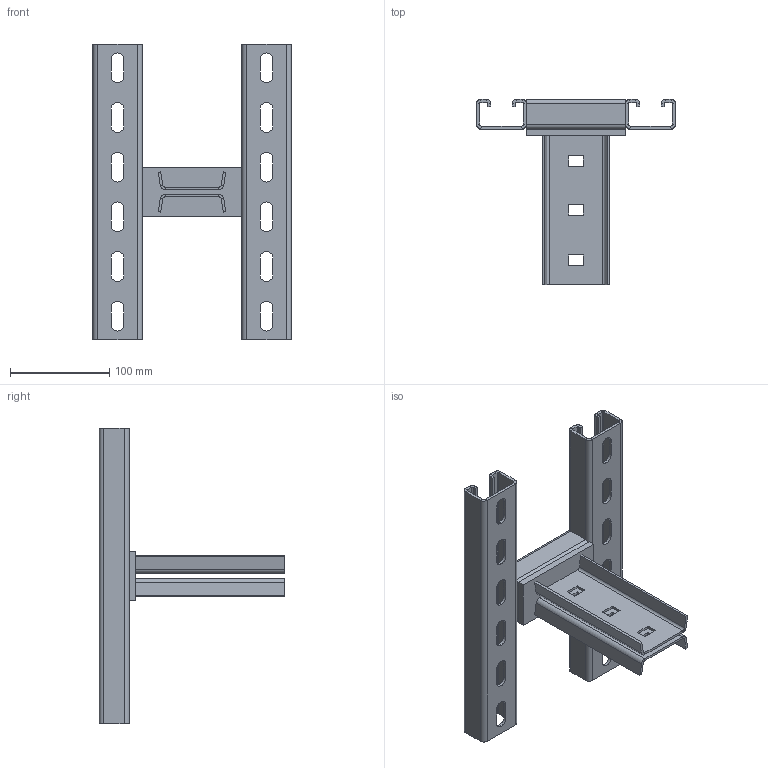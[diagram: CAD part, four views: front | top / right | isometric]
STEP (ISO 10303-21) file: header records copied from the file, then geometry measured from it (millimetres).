
FILE_DESCRIPTION (( 'STEP AP214' ), '1' );
FILE_NAME ('6347036.stp', '2017-12-07T10:18:48', ( '' ), ( '' ), 'SwSTEP 2.0', 'SolidWorks 2016', '' );
FILE_SCHEMA (( 'AUTOMOTIVE_DESIGN' ));
Length unit declared in the file: millimetre
Products named in the file (7): 6347036; 036841_300; 037019_300; 036859_Standard; KTS 02.001-052_Standard; KTS 03.001-027_Spannlasche; KTS 02.020-003_Standard
Assembly tree (7 placements, depth 3):
  6347036
    KTS 02.001-052_Standard
      KTS 02.020-003_Standard
      KTS 03.001-027_Spannlasche  x2
    036859_Standard
    037019_300
    036841_300
Bounding box: 200 x 186.5 x 297 mm (x, y, z)
Volume: 347198.2 mm3; surface area: 243379 mm2
Topology: 6 solids, 6 shells, 332 faces, 790 edges, 468 vertices
Faces by surface type: plane 220, cylinder 112
Entity records: 8730 total; most frequent: DIRECTION 1456, CARTESIAN_POINT 1395, ORIENTED_EDGE 1348, EDGE_CURVE 674, AXIS2_PLACEMENT_3D 489, VECTOR 478, LINE 478, VERTEX_POINT 396
